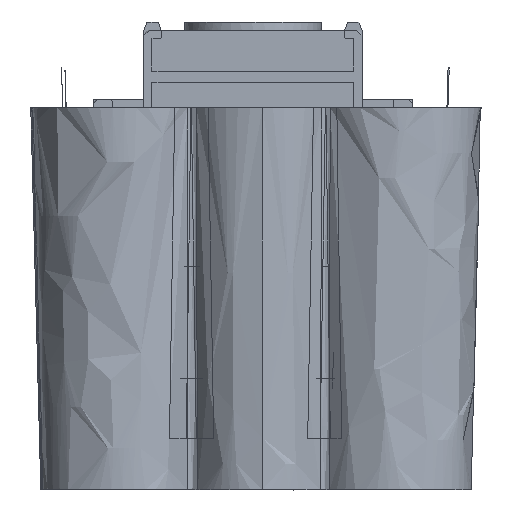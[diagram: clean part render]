
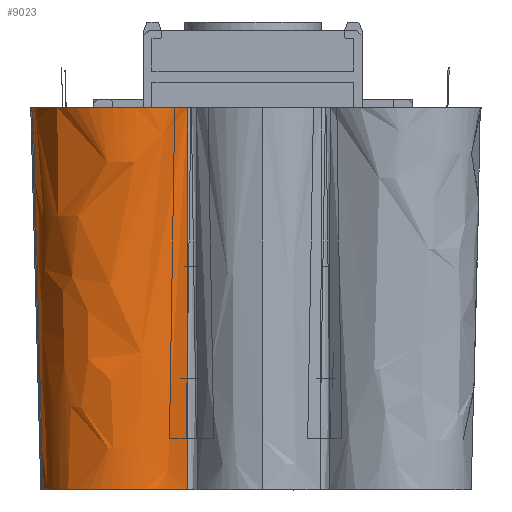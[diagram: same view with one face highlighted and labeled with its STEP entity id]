
A CAD part, front view. The second image highlights one B-rep face of the part: STEP entity #9023.
In plain terms, the highlighted free-form (B-spline) face has degree [2, 1] with [9, 2] control points.
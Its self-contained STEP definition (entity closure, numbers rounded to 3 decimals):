
#4257=(
BOUNDED_CURVE()
B_SPLINE_CURVE(2,(#170092,#170093,#170094,#170095,#170096,#170097,#170098,
#170099,#170100),.UNSPECIFIED.,.F.,.F.)
B_SPLINE_CURVE_WITH_KNOTS((3,2,2,2,3),(-54.341,-40.756,
-27.171,-13.585,0.),.UNSPECIFIED.)
CURVE()
GEOMETRIC_REPRESENTATION_ITEM()
RATIONAL_B_SPLINE_CURVE((1.,0.908,1.,0.908,1.,0.908,
1.,0.908,1.))
REPRESENTATION_ITEM('')
);
#6242=(
BOUNDED_SURFACE()
B_SPLINE_SURFACE(2,1,((#168310,#168311),(#168312,#168313),(#168314,#168315),
(#168316,#168317),(#168318,#168319),(#168320,#168321),(#168322,#168323),
(#168324,#168325),(#168326,#168327)),.UNSPECIFIED.,.T.,.F.,.F.)
B_SPLINE_SURFACE_WITH_KNOTS((3,2,2,2,3),(2,2),(0.,31.933,63.867,
95.8,127.734),(0.,86.459),.UNSPECIFIED.)
GEOMETRIC_REPRESENTATION_ITEM()
RATIONAL_B_SPLINE_SURFACE(((1.,1.),(0.707,0.707),
(1.,1.),(0.707,0.707),(1.,1.),(0.707,
0.707),(1.,1.),(0.707,0.707),(1.,1.)))
REPRESENTATION_ITEM('')
SURFACE()
);
#9023=ADVANCED_FACE('',(#11681),#6242,.T.);
#11681=FACE_OUTER_BOUND('',#14880,.T.);
#14880=EDGE_LOOP('',(#30784,#30785,#30786,#30787,#30788,#30789));
#30784=ORIENTED_EDGE('',*,*,#39691,.T.);
#30785=ORIENTED_EDGE('',*,*,#39695,.T.);
#30786=ORIENTED_EDGE('',*,*,#39692,.F.);
#30787=ORIENTED_EDGE('',*,*,#39624,.F.);
#30788=ORIENTED_EDGE('',*,*,#39693,.T.);
#30789=ORIENTED_EDGE('',*,*,#39694,.T.);
#39624=EDGE_CURVE('',#50074,#50075,#4257,.T.);
#39691=EDGE_CURVE('',#50117,#50113,#44455,.T.);
#39692=EDGE_CURVE('',#50075,#50006,#44456,.T.);
#39693=EDGE_CURVE('',#50074,#50114,#44457,.T.);
#39694=EDGE_CURVE('',#50114,#50117,#44458,.T.);
#39695=EDGE_CURVE('',#50113,#50006,#44459,.T.);
#44455=B_SPLINE_CURVE_WITH_KNOTS('',3,(#170484,#170485,#170486,#170487),
 .UNSPECIFIED.,.F.,.F.,(4,4),(-51.819,-51.818),
 .UNSPECIFIED.);
#44456=B_SPLINE_CURVE_WITH_KNOTS('',3,(#170488,#170489,#170490,#170491),
 .UNSPECIFIED.,.F.,.F.,(4,4),(-1.,0.),.UNSPECIFIED.);
#44457=B_SPLINE_CURVE_WITH_KNOTS('',3,(#170492,#170493,#170494,#170495),
 .UNSPECIFIED.,.F.,.F.,(4,4),(0.,1.),.UNSPECIFIED.);
#44458=B_SPLINE_CURVE_WITH_KNOTS('',3,(#170496,#170497,#170498,#170499),
 .UNSPECIFIED.,.F.,.F.,(4,4),(-1.,0.),.UNSPECIFIED.);
#44459=B_SPLINE_CURVE_WITH_KNOTS('',3,(#170500,#170501,#170502,#170503,
#170504,#170505),.UNSPECIFIED.,.F.,.F.,(4,2,4),(-51.818,-25.899,
0.),.UNSPECIFIED.);
#50006=VERTEX_POINT('',#169017);
#50074=VERTEX_POINT('',#169085);
#50075=VERTEX_POINT('',#169086);
#50113=VERTEX_POINT('',#169124);
#50114=VERTEX_POINT('',#169125);
#50117=VERTEX_POINT('',#169128);
#168310=CARTESIAN_POINT('',(804.331,-1731.449,-50.95));
#168311=CARTESIAN_POINT('',(804.331,-1729.186,35.45));
#168312=CARTESIAN_POINT('',(790.627,-1731.449,-50.95));
#168313=CARTESIAN_POINT('',(788.365,-1729.186,35.45));
#168314=CARTESIAN_POINT('',(790.627,-1745.153,-50.95));
#168315=CARTESIAN_POINT('',(788.365,-1745.153,35.45));
#168316=CARTESIAN_POINT('',(790.627,-1758.857,-50.95));
#168317=CARTESIAN_POINT('',(788.365,-1761.119,35.45));
#168318=CARTESIAN_POINT('',(804.331,-1758.857,-50.95));
#168319=CARTESIAN_POINT('',(804.331,-1761.119,35.45));
#168320=CARTESIAN_POINT('',(818.036,-1758.857,-50.95));
#168321=CARTESIAN_POINT('',(820.298,-1761.119,35.45));
#168322=CARTESIAN_POINT('',(818.036,-1745.153,-50.95));
#168323=CARTESIAN_POINT('',(820.298,-1745.153,35.45));
#168324=CARTESIAN_POINT('',(818.036,-1731.449,-50.95));
#168325=CARTESIAN_POINT('',(820.298,-1729.186,35.45));
#168326=CARTESIAN_POINT('',(804.331,-1731.449,-50.95));
#168327=CARTESIAN_POINT('',(804.331,-1729.186,35.45));
#169017=CARTESIAN_POINT('',(816.984,-1750.953,-42.75));
#169085=CARTESIAN_POINT('',(795.079,-1732.403,27.25));
#169086=CARTESIAN_POINT('',(817.015,-1754.494,27.25));
#169124=CARTESIAN_POINT('',(796.941,-1733.358,-42.749));
#169125=CARTESIAN_POINT('',(795.348,-1732.507,18.1));
#169128=CARTESIAN_POINT('',(796.942,-1733.357,-42.749));
#170092=CARTESIAN_POINT('',(795.079,-1732.403,27.25));
#170093=CARTESIAN_POINT('',(789.214,-1736.66,27.25));
#170094=CARTESIAN_POINT('',(788.63,-1743.884,27.25));
#170095=CARTESIAN_POINT('',(788.047,-1751.109,27.25));
#170096=CARTESIAN_POINT('',(793.154,-1756.252,27.25));
#170097=CARTESIAN_POINT('',(798.26,-1761.395,27.25));
#170098=CARTESIAN_POINT('',(805.488,-1760.862,27.25));
#170099=CARTESIAN_POINT('',(812.716,-1760.33,27.25));
#170100=CARTESIAN_POINT('',(817.015,-1754.494,27.25));
#170484=CARTESIAN_POINT('',(796.942,-1733.357,-42.749));
#170485=CARTESIAN_POINT('',(796.942,-1733.357,-42.749));
#170486=CARTESIAN_POINT('',(796.941,-1733.358,-42.749));
#170487=CARTESIAN_POINT('',(796.941,-1733.358,-42.749));
#170488=CARTESIAN_POINT('',(817.015,-1754.494,27.25));
#170489=CARTESIAN_POINT('',(817.002,-1753.48,3.894));
#170490=CARTESIAN_POINT('',(816.987,-1752.411,-19.442));
#170491=CARTESIAN_POINT('',(816.984,-1750.953,-42.75));
#170492=CARTESIAN_POINT('',(795.079,-1732.403,27.25));
#170493=CARTESIAN_POINT('',(795.177,-1732.432,24.2));
#170494=CARTESIAN_POINT('',(795.268,-1732.465,21.15));
#170495=CARTESIAN_POINT('',(795.348,-1732.507,18.1));
#170496=CARTESIAN_POINT('',(795.348,-1732.507,18.1));
#170497=CARTESIAN_POINT('',(795.879,-1732.781,-2.184));
#170498=CARTESIAN_POINT('',(796.41,-1733.064,-22.466));
#170499=CARTESIAN_POINT('',(796.942,-1733.357,-42.749));
#170500=CARTESIAN_POINT('',(796.941,-1733.358,-42.749));
#170501=CARTESIAN_POINT('',(789.035,-1738.311,-42.749));
#170502=CARTESIAN_POINT('',(788.144,-1749.481,-42.749));
#170503=CARTESIAN_POINT('',(802.177,-1761.766,-42.749));
#170504=CARTESIAN_POINT('',(813.1,-1759.427,-42.75));
#170505=CARTESIAN_POINT('',(816.984,-1750.953,-42.75));
